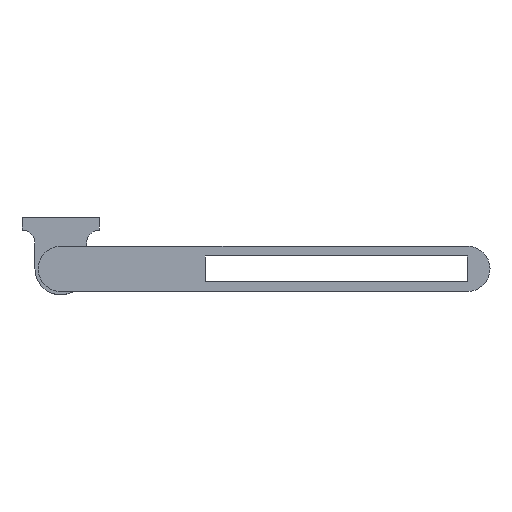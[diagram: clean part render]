
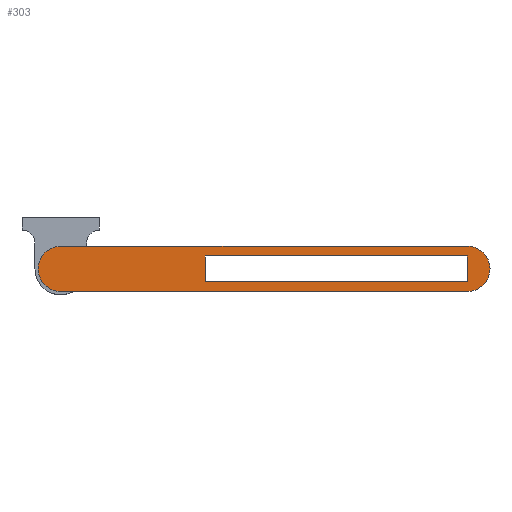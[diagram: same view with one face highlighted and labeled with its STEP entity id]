
A CAD part, top view. The second image highlights one B-rep face of the part: STEP entity #303.
In plain terms, the highlighted planar face has unit normal (0, 0, 1).
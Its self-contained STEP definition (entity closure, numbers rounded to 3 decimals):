
#7 = LINE ( 'NONE', #173, #403 ) ;
#19 = ORIENTED_EDGE ( 'NONE', *, *, #684, .T. ) ;
#25 = CARTESIAN_POINT ( 'NONE',  ( 112., -10., 10. ) ) ;
#26 = ORIENTED_EDGE ( 'NONE', *, *, #411, .F. ) ;
#39 = CARTESIAN_POINT ( 'NONE',  ( 315., 17.5, 10. ) ) ;
#51 = CIRCLE ( 'NONE', #354, 17.5 ) ;
#56 = FACE_BOUND ( 'NONE', #585, .T. ) ;
#78 = DIRECTION ( 'NONE',  ( 1., 0., 0. ) ) ;
#95 = CARTESIAN_POINT ( 'NONE',  ( 0., 17.5, 10. ) ) ;
#105 = CARTESIAN_POINT ( 'NONE',  ( 315., 10., 10. ) ) ;
#106 = CIRCLE ( 'NONE', #715, 17.5 ) ;
#107 = DIRECTION ( 'NONE',  ( 0., 0., 1. ) ) ;
#137 = VECTOR ( 'NONE', #415, 1000. ) ;
#142 = ORIENTED_EDGE ( 'NONE', *, *, #251, .T. ) ;
#155 = DIRECTION ( 'NONE',  ( 1., 0., 0. ) ) ;
#165 = DIRECTION ( 'NONE',  ( 1., 0., 0. ) ) ;
#173 = CARTESIAN_POINT ( 'NONE',  ( 112., 10., 10. ) ) ;
#187 = VERTEX_POINT ( 'NONE', #483 ) ;
#188 = VECTOR ( 'NONE', #434, 1000. ) ;
#195 = LINE ( 'NONE', #659, #295 ) ;
#207 = DIRECTION ( 'NONE',  ( 0., 0., 1. ) ) ;
#211 = LINE ( 'NONE', #438, #542 ) ;
#212 = VERTEX_POINT ( 'NONE', #95 ) ;
#218 = CARTESIAN_POINT ( 'NONE',  ( 0., -17.5, 10. ) ) ;
#231 = ORIENTED_EDGE ( 'NONE', *, *, #521, .T. ) ;
#232 = DIRECTION ( 'NONE',  ( -1., 0., 0. ) ) ;
#245 = VERTEX_POINT ( 'NONE', #39 ) ;
#251 = EDGE_CURVE ( 'NONE', #187, #426, #657, .T. ) ;
#256 = ORIENTED_EDGE ( 'NONE', *, *, #621, .T. ) ;
#273 = DIRECTION ( 'NONE',  ( 1., 0., 0. ) ) ;
#281 = EDGE_CURVE ( 'NONE', #531, #448, #697, .T. ) ;
#287 = VECTOR ( 'NONE', #405, 1000. ) ;
#295 = VECTOR ( 'NONE', #155, 1000. ) ;
#303 = ADVANCED_FACE ( 'NONE', ( #56, #435 ), #443, .T. ) ;
#324 = DIRECTION ( 'NONE',  ( 0., 0., 1. ) ) ;
#330 = CARTESIAN_POINT ( 'NONE',  ( 0., 0., 10. ) ) ;
#338 = EDGE_CURVE ( 'NONE', #212, #187, #106, .T. ) ;
#352 = LINE ( 'NONE', #462, #287 ) ;
#354 = AXIS2_PLACEMENT_3D ( 'NONE', #416, #324, #593 ) ;
#368 = ORIENTED_EDGE ( 'NONE', *, *, #281, .F. ) ;
#403 = VECTOR ( 'NONE', #232, 1000. ) ;
#405 = DIRECTION ( 'NONE',  ( -1., 0., 0. ) ) ;
#411 = EDGE_CURVE ( 'NONE', #448, #606, #211, .T. ) ;
#415 = DIRECTION ( 'NONE',  ( 0., -1., 0. ) ) ;
#416 = CARTESIAN_POINT ( 'NONE',  ( 315., 0., 10. ) ) ;
#424 = EDGE_LOOP ( 'NONE', ( #496, #142, #19, #256, #231 ) ) ;
#426 = VERTEX_POINT ( 'NONE', #218 ) ;
#434 = DIRECTION ( 'NONE',  ( 0., 1., 0. ) ) ;
#435 = FACE_OUTER_BOUND ( 'NONE', #424, .T. ) ;
#438 = CARTESIAN_POINT ( 'NONE',  ( 112., -10., 10. ) ) ;
#443 = PLANE ( 'NONE',  #454 ) ;
#448 = VERTEX_POINT ( 'NONE', #669 ) ;
#452 = ORIENTED_EDGE ( 'NONE', *, *, #549, .F. ) ;
#454 = AXIS2_PLACEMENT_3D ( 'NONE', #330, #107, #717 ) ;
#462 = CARTESIAN_POINT ( 'NONE',  ( 0., 17.5, 10. ) ) ;
#474 = CARTESIAN_POINT ( 'NONE',  ( 0., 0., 10. ) ) ;
#483 = CARTESIAN_POINT ( 'NONE',  ( -17.5, 0., 10. ) ) ;
#496 = ORIENTED_EDGE ( 'NONE', *, *, #338, .T. ) ;
#521 = EDGE_CURVE ( 'NONE', #245, #212, #352, .T. ) ;
#531 = VERTEX_POINT ( 'NONE', #634 ) ;
#538 = ORIENTED_EDGE ( 'NONE', *, *, #674, .F. ) ;
#542 = VECTOR ( 'NONE', #273, 1000. ) ;
#549 = EDGE_CURVE ( 'NONE', #726, #531, #7, .T. ) ;
#555 = DIRECTION ( 'NONE',  ( 0., 0., 1. ) ) ;
#585 = EDGE_LOOP ( 'NONE', ( #538, #26, #368, #452 ) ) ;
#593 = DIRECTION ( 'NONE',  ( -1., 0., 0. ) ) ;
#606 = VERTEX_POINT ( 'NONE', #607 ) ;
#607 = CARTESIAN_POINT ( 'NONE',  ( 315., -10., 10. ) ) ;
#616 = CARTESIAN_POINT ( 'NONE',  ( 0., 0., 10. ) ) ;
#621 = EDGE_CURVE ( 'NONE', #678, #245, #51, .T. ) ;
#634 = CARTESIAN_POINT ( 'NONE',  ( 112., 10., 10. ) ) ;
#657 = CIRCLE ( 'NONE', #727, 17.5 ) ;
#659 = CARTESIAN_POINT ( 'NONE',  ( 315., -17.5, 10. ) ) ;
#669 = CARTESIAN_POINT ( 'NONE',  ( 112., -10., 10. ) ) ;
#674 = EDGE_CURVE ( 'NONE', #606, #726, #698, .T. ) ;
#678 = VERTEX_POINT ( 'NONE', #706 ) ;
#684 = EDGE_CURVE ( 'NONE', #426, #678, #195, .T. ) ;
#697 = LINE ( 'NONE', #25, #137 ) ;
#698 = LINE ( 'NONE', #714, #188 ) ;
#706 = CARTESIAN_POINT ( 'NONE',  ( 315., -17.5, 10. ) ) ;
#714 = CARTESIAN_POINT ( 'NONE',  ( 315., -10., 10. ) ) ;
#715 = AXIS2_PLACEMENT_3D ( 'NONE', #616, #555, #165 ) ;
#717 = DIRECTION ( 'NONE',  ( 1., 0., 0. ) ) ;
#726 = VERTEX_POINT ( 'NONE', #105 ) ;
#727 = AXIS2_PLACEMENT_3D ( 'NONE', #474, #207, #78 ) ;
